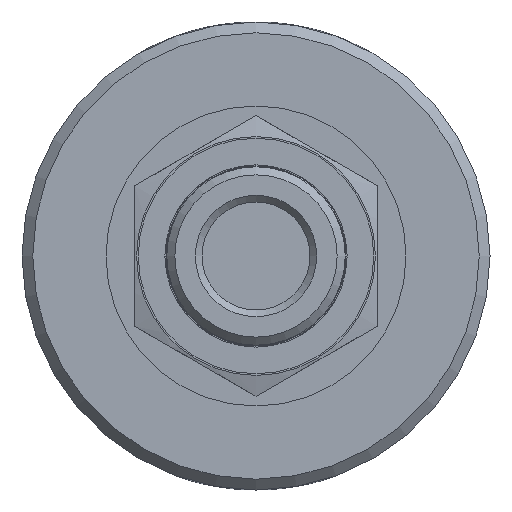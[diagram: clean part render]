
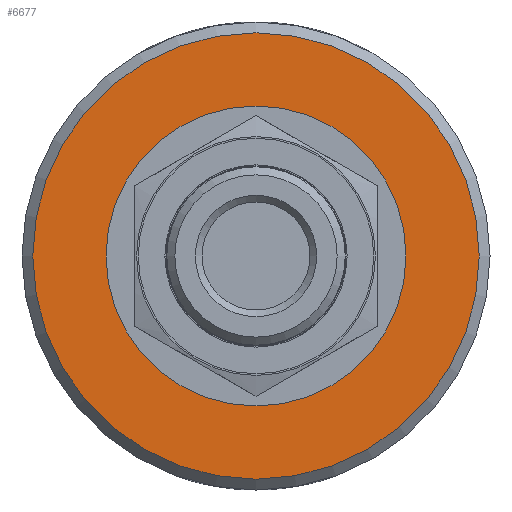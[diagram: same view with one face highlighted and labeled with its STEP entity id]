
A CAD part, left-side view. The second image highlights one B-rep face of the part: STEP entity #6677.
In plain terms, the highlighted planar face has unit normal (-1, 0, 0).
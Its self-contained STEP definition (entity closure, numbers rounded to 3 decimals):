
#1011=FACE_BOUND('',#2234,.T.);
#1826=FACE_OUTER_BOUND('',#2233,.T.);
#2233=EDGE_LOOP('',(#5950));
#2234=EDGE_LOOP('',(#5951));
#2429=CIRCLE('',#7325,33.075);
#2430=CIRCLE('',#7326,22.225);
#3086=VERTEX_POINT('',#14722);
#3087=VERTEX_POINT('',#14724);
#4061=EDGE_CURVE('',#3086,#3086,#2429,.T.);
#4062=EDGE_CURVE('',#3087,#3087,#2430,.T.);
#5950=ORIENTED_EDGE('',*,*,#4061,.F.);
#5951=ORIENTED_EDGE('',*,*,#4062,.F.);
#6323=PLANE('',#7324);
#6677=ADVANCED_FACE('',(#1826,#1011),#6323,.T.);
#7324=AXIS2_PLACEMENT_3D('',#14721,#8941,#8942);
#7325=AXIS2_PLACEMENT_3D('',#14723,#8943,#8944);
#7326=AXIS2_PLACEMENT_3D('',#14725,#8945,#8946);
#8941=DIRECTION('center_axis',(-1.,0.,0.));
#8942=DIRECTION('ref_axis',(0.,0.,1.));
#8943=DIRECTION('center_axis',(1.,0.,0.));
#8944=DIRECTION('ref_axis',(0.,-1.,0.));
#8945=DIRECTION('center_axis',(-1.,0.,0.));
#8946=DIRECTION('ref_axis',(0.,-1.,0.));
#14721=CARTESIAN_POINT('Origin',(38.7,0.,0.));
#14722=CARTESIAN_POINT('',(38.7,33.075,0.));
#14723=CARTESIAN_POINT('Origin',(38.7,0.,0.));
#14724=CARTESIAN_POINT('',(38.7,22.225,0.));
#14725=CARTESIAN_POINT('Origin',(38.7,0.,0.));
